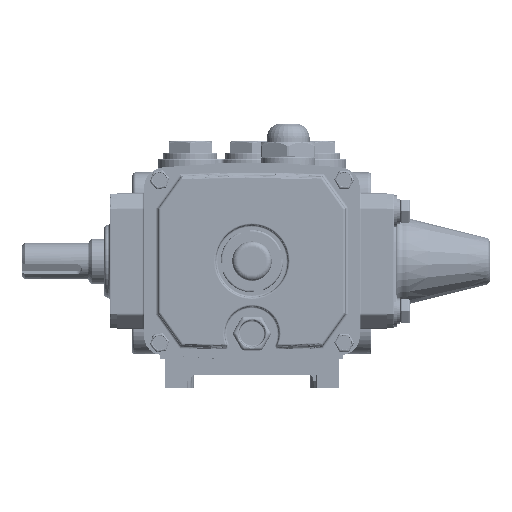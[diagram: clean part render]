
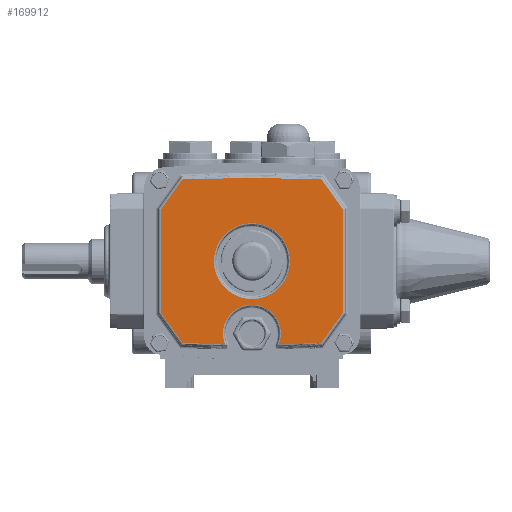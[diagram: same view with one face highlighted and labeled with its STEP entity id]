
A CAD part, top view. The second image highlights one B-rep face of the part: STEP entity #169912.
In plain terms, the highlighted planar face has unit normal (0, 0, 1).
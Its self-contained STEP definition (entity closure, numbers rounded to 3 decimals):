
#161773 = VERTEX_POINT ( 'NONE', #372223 ) ;
#161783 = EDGE_CURVE ( 'NONE', #161787, #161773, #372221, .T. ) ;
#161787 = VERTEX_POINT ( 'NONE', #372211 ) ;
#161873 = VERTEX_POINT ( 'NONE', #372325 ) ;
#162033 = EDGE_CURVE ( 'NONE', #162037, #161873, #372598, .T. ) ;
#162037 = VERTEX_POINT ( 'NONE', #372591 ) ;
#162287 = EDGE_CURVE ( 'NONE', #162293, #162037, #372869, .T. ) ;
#162293 = VERTEX_POINT ( 'NONE', #372861 ) ;
#163140 = EDGE_CURVE ( 'NONE', #163149, #163162, #374170, .T. ) ;
#163149 = VERTEX_POINT ( 'NONE', #374155 ) ;
#163162 = VERTEX_POINT ( 'NONE', #374223 ) ;
#169647 = ORIENTED_EDGE ( 'NONE', *, *, #169655, .T. ) ;
#169655 = EDGE_CURVE ( 'NONE', #161773, #161787, #218324, .T. ) ;
#169668 = EDGE_LOOP ( 'NONE', ( #169982, #170006, #170019, #170038, #170083, #170099, #170129, #170172, #170197, #170225, #170254, #170279 ) ) ;
#169680 = VERTEX_POINT ( 'NONE', #218236 ) ;
#169790 = EDGE_CURVE ( 'NONE', #170122, #169795, #218673, .T. ) ;
#169795 = VERTEX_POINT ( 'NONE', #218845 ) ;
#169912 = ADVANCED_FACE ( 'NONE', ( #219328, #219325 ), #219277, .F. ) ;
#169929 = EDGE_LOOP ( 'NONE', ( #169940, #169647 ) ) ;
#169940 = ORIENTED_EDGE ( 'NONE', *, *, #161783, .T. ) ;
#169965 = EDGE_CURVE ( 'NONE', #170268, #169680, #219402, .T. ) ;
#169982 = ORIENTED_EDGE ( 'NONE', *, *, #169988, .T. ) ;
#169988 = EDGE_CURVE ( 'NONE', #169680, #162293, #219515, .T. ) ;
#170006 = ORIENTED_EDGE ( 'NONE', *, *, #162287, .T. ) ;
#170019 = ORIENTED_EDGE ( 'NONE', *, *, #162033, .T. ) ;
#170038 = ORIENTED_EDGE ( 'NONE', *, *, #170061, .T. ) ;
#170061 = EDGE_CURVE ( 'NONE', #161873, #163149, #219704, .T. ) ;
#170083 = ORIENTED_EDGE ( 'NONE', *, *, #163140, .T. ) ;
#170099 = ORIENTED_EDGE ( 'NONE', *, *, #170114, .T. ) ;
#170114 = EDGE_CURVE ( 'NONE', #163162, #170122, #219847, .T. ) ;
#170122 = VERTEX_POINT ( 'NONE', #219826 ) ;
#170129 = ORIENTED_EDGE ( 'NONE', *, *, #169790, .T. ) ;
#170172 = ORIENTED_EDGE ( 'NONE', *, *, #170181, .T. ) ;
#170181 = EDGE_CURVE ( 'NONE', #169795, #170186, #220013, .T. ) ;
#170186 = VERTEX_POINT ( 'NONE', #219997 ) ;
#170197 = ORIENTED_EDGE ( 'NONE', *, *, #170207, .T. ) ;
#170207 = EDGE_CURVE ( 'NONE', #170186, #170210, #220292, .T. ) ;
#170210 = VERTEX_POINT ( 'NONE', #220285 ) ;
#170225 = ORIENTED_EDGE ( 'NONE', *, *, #170238, .T. ) ;
#170238 = EDGE_CURVE ( 'NONE', #170210, #170241, #220255, .T. ) ;
#170241 = VERTEX_POINT ( 'NONE', #220242 ) ;
#170254 = ORIENTED_EDGE ( 'NONE', *, *, #170266, .T. ) ;
#170266 = EDGE_CURVE ( 'NONE', #170241, #170268, #220490, .T. ) ;
#170268 = VERTEX_POINT ( 'NONE', #220483 ) ;
#170279 = ORIENTED_EDGE ( 'NONE', *, *, #169965, .T. ) ;
#218236 = CARTESIAN_POINT ( 'NONE',  ( -38.216, -9.27, 243.75 ) ) ;
#218315 = DIRECTION ( 'NONE',  ( -1., 0., 0. ) ) ;
#218317 = DIRECTION ( 'NONE',  ( 0., 0., -1. ) ) ;
#218320 = CARTESIAN_POINT ( 'NONE',  ( 0., 36., 243.75 ) ) ;
#218322 = AXIS2_PLACEMENT_3D ( 'NONE', #218320, #218317, #218315 ) ;
#218324 = CIRCLE ( 'NONE', #218322, 21. ) ;
#218668 = DIRECTION ( 'NONE',  ( 0., 1., 0. ) ) ;
#218670 = VECTOR ( 'NONE', #218668, 1000. ) ;
#218672 = CARTESIAN_POINT ( 'NONE',  ( 50.25, -1370.329, 243.75 ) ) ;
#218673 = LINE ( 'NONE', #218672, #218670 ) ;
#218845 = CARTESIAN_POINT ( 'NONE',  ( 50.25, 64.517, 243.75 ) ) ;
#219277 = PLANE ( 'NONE',  #219469 ) ;
#219325 = FACE_OUTER_BOUND ( 'NONE', #169668, .T. ) ;
#219328 = FACE_BOUND ( 'NONE', #169929, .T. ) ;
#219397 = DIRECTION ( 'NONE',  ( 0.583, -0.812, 0. ) ) ;
#219399 = VECTOR ( 'NONE', #219397, 1000. ) ;
#219401 = CARTESIAN_POINT ( 'NONE',  ( 619.7, -925.192, 243.75 ) ) ;
#219402 = LINE ( 'NONE', #219401, #219399 ) ;
#219463 = DIRECTION ( 'NONE',  ( -1., 0., 0. ) ) ;
#219466 = DIRECTION ( 'NONE',  ( 0., 0., -1. ) ) ;
#219467 = CARTESIAN_POINT ( 'NONE',  ( 0., -1370.329, 243.75 ) ) ;
#219469 = AXIS2_PLACEMENT_3D ( 'NONE', #219467, #219466, #219463 ) ;
#219508 = DIRECTION ( 'NONE',  ( -1., 0., 0. ) ) ;
#219510 = DIRECTION ( 'NONE',  ( 0., 0., 1. ) ) ;
#219512 = AXIS2_PLACEMENT_3D ( 'NONE', #219537, #219510, #219508 ) ;
#219515 = CIRCLE ( 'NONE', #219512, 1452.102 ) ;
#219537 = CARTESIAN_POINT ( 'NONE',  ( 0., 1442.329, 243.75 ) ) ;
#219697 = DIRECTION ( 'NONE',  ( -1., 0., 0. ) ) ;
#219699 = DIRECTION ( 'NONE',  ( 0., 0., -1. ) ) ;
#219701 = CARTESIAN_POINT ( 'NONE',  ( 0., -4., 243.75 ) ) ;
#219703 = AXIS2_PLACEMENT_3D ( 'NONE', #219701, #219699, #219697 ) ;
#219704 = CIRCLE ( 'NONE', #219703, 16. ) ;
#219826 = CARTESIAN_POINT ( 'NONE',  ( 50.25, 7.483, 243.75 ) ) ;
#219842 = DIRECTION ( 'NONE',  ( 0.583, 0.812, 0. ) ) ;
#219843 = VECTOR ( 'NONE', #219842, 1000. ) ;
#219846 = CARTESIAN_POINT ( 'NONE',  ( -619.7, -925.192, 243.75 ) ) ;
#219847 = LINE ( 'NONE', #219846, #219843 ) ;
#219997 = CARTESIAN_POINT ( 'NONE',  ( 38.216, 81.27, 243.75 ) ) ;
#220004 = DIRECTION ( 'NONE',  ( -0.583, 0.812, 0. ) ) ;
#220007 = VECTOR ( 'NONE', #220004, 1000. ) ;
#220010 = CARTESIAN_POINT ( 'NONE',  ( 713.019, -858.161, 243.75 ) ) ;
#220013 = LINE ( 'NONE', #220010, #220007 ) ;
#220242 = CARTESIAN_POINT ( 'NONE',  ( -50.25, 64.517, 243.75 ) ) ;
#220247 = DIRECTION ( 'NONE',  ( -0.583, -0.812, 0. ) ) ;
#220248 = VECTOR ( 'NONE', #220247, 1000. ) ;
#220252 = CARTESIAN_POINT ( 'NONE',  ( -713.019, -858.161, 243.75 ) ) ;
#220255 = LINE ( 'NONE', #220252, #220248 ) ;
#220285 = CARTESIAN_POINT ( 'NONE',  ( -38.216, 81.27, 243.75 ) ) ;
#220286 = DIRECTION ( 'NONE',  ( -1., 0., 0. ) ) ;
#220288 = DIRECTION ( 'NONE',  ( 0., 0., 1. ) ) ;
#220290 = CARTESIAN_POINT ( 'NONE',  ( 0., -1370.329, 243.75 ) ) ;
#220291 = AXIS2_PLACEMENT_3D ( 'NONE', #220290, #220288, #220286 ) ;
#220292 = CIRCLE ( 'NONE', #220291, 1452.102 ) ;
#220483 = CARTESIAN_POINT ( 'NONE',  ( -50.25, 7.483, 243.75 ) ) ;
#220485 = DIRECTION ( 'NONE',  ( 0., -1., 0. ) ) ;
#220487 = VECTOR ( 'NONE', #220485, 1000. ) ;
#220488 = CARTESIAN_POINT ( 'NONE',  ( -50.25, -1370.329, 243.75 ) ) ;
#220490 = LINE ( 'NONE', #220488, #220487 ) ;
#372211 = CARTESIAN_POINT ( 'NONE',  ( -21., 36., 243.75 ) ) ;
#372214 = DIRECTION ( 'NONE',  ( -1., 0., 0. ) ) ;
#372217 = DIRECTION ( 'NONE',  ( 0., 0., -1. ) ) ;
#372218 = CARTESIAN_POINT ( 'NONE',  ( 0., 36., 243.75 ) ) ;
#372220 = AXIS2_PLACEMENT_3D ( 'NONE', #372218, #372217, #372214 ) ;
#372221 = CIRCLE ( 'NONE', #372220, 21. ) ;
#372223 = CARTESIAN_POINT ( 'NONE',  ( 21., 36., 243.75 ) ) ;
#372325 = CARTESIAN_POINT ( 'NONE',  ( 16., -4., 243.75 ) ) ;
#372591 = CARTESIAN_POINT ( 'NONE',  ( -16., -4., 243.75 ) ) ;
#372593 = DIRECTION ( 'NONE',  ( -1., 0., 0. ) ) ;
#372594 = DIRECTION ( 'NONE',  ( 0., 0., -1. ) ) ;
#372595 = CARTESIAN_POINT ( 'NONE',  ( 0., -4., 243.75 ) ) ;
#372597 = AXIS2_PLACEMENT_3D ( 'NONE', #372595, #372594, #372593 ) ;
#372598 = CIRCLE ( 'NONE', #372597, 16. ) ;
#372861 = CARTESIAN_POINT ( 'NONE',  ( -14.952, -9.696, 243.75 ) ) ;
#372862 = DIRECTION ( 'NONE',  ( -1., 0., 0. ) ) ;
#372864 = DIRECTION ( 'NONE',  ( 0., 0., -1. ) ) ;
#372866 = AXIS2_PLACEMENT_3D ( 'NONE', #372878, #372864, #372862 ) ;
#372869 = CIRCLE ( 'NONE', #372866, 16. ) ;
#372878 = CARTESIAN_POINT ( 'NONE',  ( 0., -4., 243.75 ) ) ;
#374155 = CARTESIAN_POINT ( 'NONE',  ( 14.952, -9.696, 243.75 ) ) ;
#374165 = DIRECTION ( 'NONE',  ( -1., 0., 0. ) ) ;
#374166 = DIRECTION ( 'NONE',  ( 0., 0., 1. ) ) ;
#374167 = CARTESIAN_POINT ( 'NONE',  ( 0., 1442.329, 243.75 ) ) ;
#374168 = AXIS2_PLACEMENT_3D ( 'NONE', #374167, #374166, #374165 ) ;
#374170 = CIRCLE ( 'NONE', #374168, 1452.102 ) ;
#374223 = CARTESIAN_POINT ( 'NONE',  ( 38.216, -9.27, 243.75 ) ) ;
